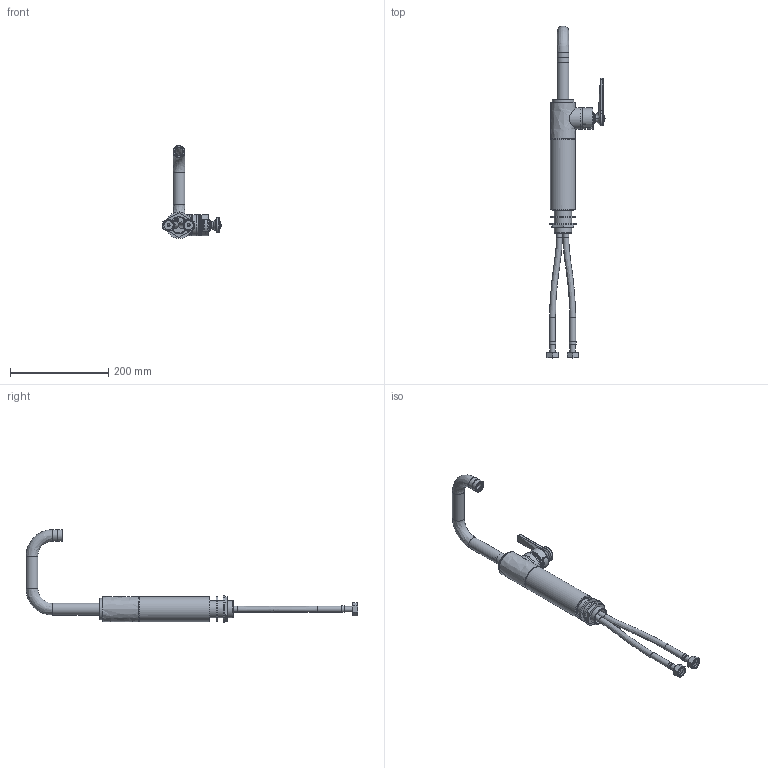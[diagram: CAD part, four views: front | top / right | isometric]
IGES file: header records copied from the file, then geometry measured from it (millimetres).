
Global section: file name: V7K31SLF-RH; native system: Autodesk Inventor 2020; preprocessor: unknown; author: adaniels; date: 20221128.132252; units: millimetre
Bounding box: 118.45 x 675.15 x 188.99 mm (x, y, z)
Volume: 493131.6 mm3; surface area: 239098.4 mm2
Topology: 34 solids, 34 shells, 1910 faces, 4970 edges, 3220 vertices
Faces by surface type: bspline 1910
